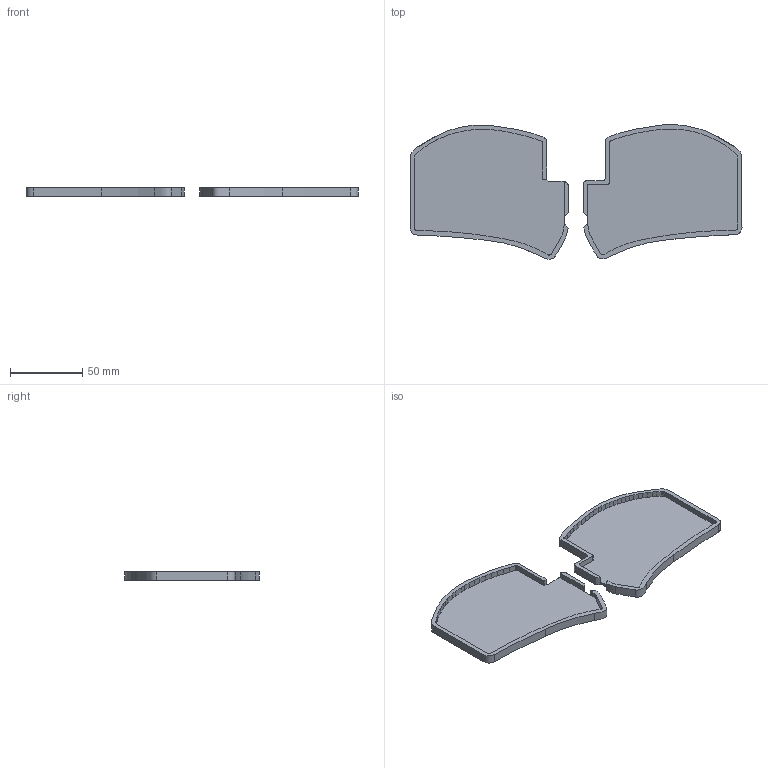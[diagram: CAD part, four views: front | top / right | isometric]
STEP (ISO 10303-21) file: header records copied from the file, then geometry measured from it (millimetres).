
FILE_DESCRIPTION(/* description */ (''),/* implementation_level */ '2;1');
FILE_NAME(/* name */ 'Ferris Slip-on case.step',/* time_stamp */ '2020-11-22T23:48:21-06:00',/* author */ (''),/* organization */ (''),/* preprocessor_version */ 'ST-DEVELOPER v18.1',/* originating_system */ 'Autodesk Translation Framework v9.3.0.1241',/* authorisation */ '');
FILE_SCHEMA (('AUTOMOTIVE_DESIGN { 1 0 10303 214 3 1 1 }'));
Length unit declared in the file: millimetre
Products named in the file (1): Untitled
Bounding box: 229.21 x 92.84 x 6 mm (x, y, z)
Volume: 39160.8 mm3; surface area: 38049.9 mm2
Topology: 2 solids, 2 shells, 399 faces, 1183 edges, 788 vertices
Faces by surface type: plane 376, cylinder 14, bspline 9
Entity records: 14836 total; most frequent: CARTESIAN_POINT 4175, ORIENTED_EDGE 2366, DIRECTION 1969, EDGE_CURVE 1183, LINE 1129, VECTOR 1129, VERTEX_POINT 788, AXIS2_PLACEMENT_3D 420
